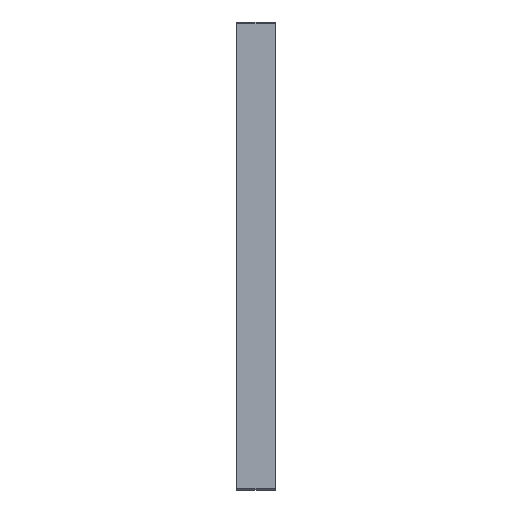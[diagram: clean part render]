
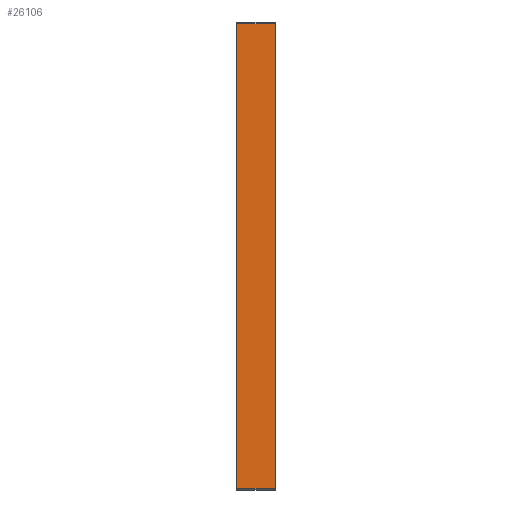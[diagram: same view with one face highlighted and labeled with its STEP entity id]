
A CAD part, left-side view. The second image highlights one B-rep face of the part: STEP entity #26106.
In plain terms, the highlighted planar face has unit normal (-1, 0, 0).
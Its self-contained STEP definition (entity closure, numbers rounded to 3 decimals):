
#4189 = DIRECTION ( 'NONE',  ( 0., -1., 0. ) ) ;
#4410 = EDGE_CURVE ( 'NONE', #28375, #19341, #30046, .T. ) ;
#4539 = ORIENTED_EDGE ( 'NONE', *, *, #18637, .T. ) ;
#5466 = AXIS2_PLACEMENT_3D ( 'NONE', #13119, #26975, #24353 ) ;
#5854 = CARTESIAN_POINT ( 'NONE',  ( 0., -6., -0.5 ) ) ;
#6251 = CARTESIAN_POINT ( 'NONE',  ( 0., 4., 0. ) ) ;
#6708 = VECTOR ( 'NONE', #28836, 1000. ) ;
#6769 = LINE ( 'NONE', #6935, #6708 ) ;
#6783 = DIRECTION ( 'NONE',  ( 0., 0., 1. ) ) ;
#6935 = CARTESIAN_POINT ( 'NONE',  ( 0., 4., -0.5 ) ) ;
#6985 = VERTEX_POINT ( 'NONE', #15361 ) ;
#9924 = VECTOR ( 'NONE', #6783, 1000. ) ;
#10768 = CARTESIAN_POINT ( 'NONE',  ( 0., -6., -121.8 ) ) ;
#11906 = LINE ( 'NONE', #20319, #30109 ) ;
#12717 = VECTOR ( 'NONE', #22157, 1000. ) ;
#13119 = CARTESIAN_POINT ( 'NONE',  ( 0., 4., 0. ) ) ;
#14529 = ORIENTED_EDGE ( 'NONE', *, *, #4410, .F. ) ;
#15361 = CARTESIAN_POINT ( 'NONE',  ( 0., 4., -0.5 ) ) ;
#15911 = PLANE ( 'NONE',  #5466 ) ;
#18356 = ORIENTED_EDGE ( 'NONE', *, *, #24628, .F. ) ;
#18503 = ORIENTED_EDGE ( 'NONE', *, *, #22424, .T. ) ;
#18637 = EDGE_CURVE ( 'NONE', #23607, #19341, #11906, .T. ) ;
#19341 = VERTEX_POINT ( 'NONE', #10768 ) ;
#20319 = CARTESIAN_POINT ( 'NONE',  ( 0., 4., -121.8 ) ) ;
#22157 = DIRECTION ( 'NONE',  ( 0., 0., -1. ) ) ;
#22201 = LINE ( 'NONE', #6251, #9924 ) ;
#22424 = EDGE_CURVE ( 'NONE', #28375, #6985, #6769, .T. ) ;
#23085 = CARTESIAN_POINT ( 'NONE',  ( 0., 4., -121.8 ) ) ;
#23607 = VERTEX_POINT ( 'NONE', #23085 ) ;
#24353 = DIRECTION ( 'NONE',  ( 0., 0., -1. ) ) ;
#24628 = EDGE_CURVE ( 'NONE', #23607, #6985, #22201, .T. ) ;
#26106 = ADVANCED_FACE ( 'NONE', ( #26618 ), #15911, .F. ) ;
#26618 = FACE_OUTER_BOUND ( 'NONE', #32767, .T. ) ;
#26975 = DIRECTION ( 'NONE',  ( 1., 0., 0. ) ) ;
#28375 = VERTEX_POINT ( 'NONE', #5854 ) ;
#28836 = DIRECTION ( 'NONE',  ( 0., 1., 0. ) ) ;
#30046 = LINE ( 'NONE', #32872, #12717 ) ;
#30109 = VECTOR ( 'NONE', #4189, 1000. ) ;
#32767 = EDGE_LOOP ( 'NONE', ( #18356, #4539, #14529, #18503 ) ) ;
#32872 = CARTESIAN_POINT ( 'NONE',  ( 0., -6., 0. ) ) ;
